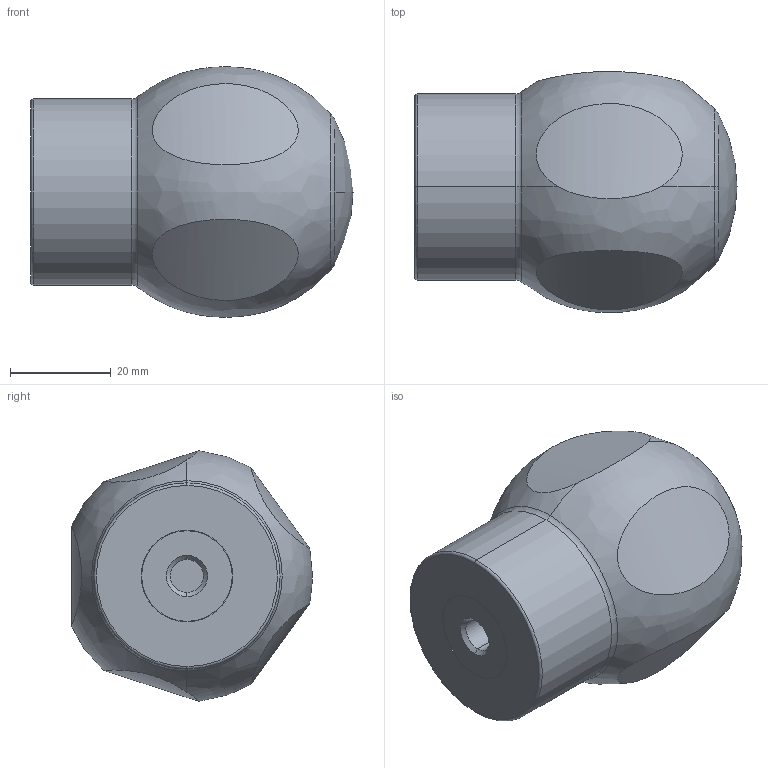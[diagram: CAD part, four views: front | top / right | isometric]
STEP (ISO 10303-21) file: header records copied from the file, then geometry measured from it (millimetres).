
FILE_DESCRIPTION(/* description */ (''),/* implementation_level */ '2;1');
FILE_NAME(/* name */ '13440_KriTec_Softline_Kugelknauf_M8_gummiert.stp',/* time_stamp */ '2016-05-17T17:48:19+02:00',/* author */ ('kostic'),/* organization */ (''),/* preprocessor_version */ 'ST-DEVELOPER v16.1',/* originating_system */ 'Autodesk Inventor 2016',/* authorisation */ '');
FILE_SCHEMA (('AUTOMOTIVE_DESIGN { 1 0 10303 214 3 1 1 }'));
Length unit declared in the file: millimetre
Products named in the file (1): 13440_KriTec_Softline_Kugelknauf_M8_gummiert
Bounding box: 64 x 47.86 x 49.77 mm (x, y, z)
Volume: 81571 mm3; surface area: 11371.1 mm2
Topology: 1 solids, 1 shells, 32 faces, 66 edges, 43 vertices
Faces by surface type: cylinder 15, torus 6, plane 5, sphere 2, bspline 2, cone 2
Entity records: 1419 total; most frequent: CARTESIAN_POINT 674, DIRECTION 162, ORIENTED_EDGE 132, AXIS2_PLACEMENT_3D 75, EDGE_CURVE 66, CIRCLE 44, VERTEX_POINT 43, EDGE_LOOP 39
